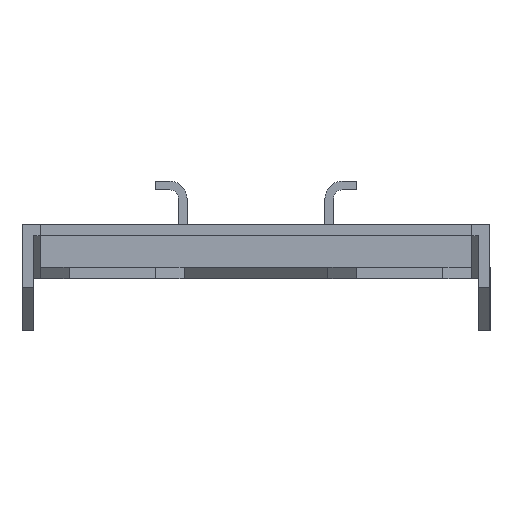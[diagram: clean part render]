
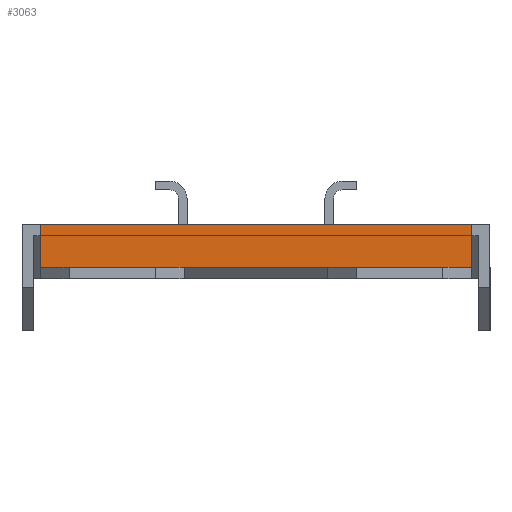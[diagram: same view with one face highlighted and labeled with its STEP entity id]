
A CAD part, left-side view. The second image highlights one B-rep face of the part: STEP entity #3063.
In plain terms, the highlighted planar face has unit normal (-1, 0, 0).
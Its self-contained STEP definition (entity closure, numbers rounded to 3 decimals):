
#800=DIRECTION('',(0.,0.,1.));
#801=VECTOR('',#800,7.5);
#802=CARTESIAN_POINT('',(3413.118,297.374,-5.5));
#803=LINE('',#802,#801);
#807=DIRECTION('',(0.,-1.,0.));
#808=VECTOR('',#807,75.);
#809=CARTESIAN_POINT('',(3413.118,297.374,2.));
#810=LINE('',#809,#808);
#814=DIRECTION('',(0.,0.,-1.));
#815=VECTOR('',#814,7.5);
#816=CARTESIAN_POINT('',(3413.118,222.374,2.));
#817=LINE('',#816,#815);
#821=DIRECTION('',(0.,1.,0.));
#822=VECTOR('',#821,25.);
#823=CARTESIAN_POINT('',(3413.118,222.374,-5.5));
#824=LINE('',#823,#822);
#828=DIRECTION('',(0.,1.,0.));
#829=VECTOR('',#828,25.);
#830=CARTESIAN_POINT('',(3413.118,247.374,-5.5));
#831=LINE('',#830,#829);
#835=DIRECTION('',(0.,1.,0.));
#836=VECTOR('',#835,25.);
#837=CARTESIAN_POINT('',(3413.118,272.374,-5.5));
#838=LINE('',#837,#836);
#2268=CARTESIAN_POINT('',(3413.118,222.374,2.));
#2269=VERTEX_POINT('',#2268);
#2270=CARTESIAN_POINT('',(3413.118,297.374,2.));
#2271=VERTEX_POINT('',#2270);
#2294=CARTESIAN_POINT('',(3413.118,297.374,-5.5));
#2295=VERTEX_POINT('',#2294);
#2302=CARTESIAN_POINT('',(3413.118,222.374,-5.5));
#2303=VERTEX_POINT('',#2302);
#2304=CARTESIAN_POINT('',(3413.118,247.374,-5.5));
#2305=VERTEX_POINT('',#2304);
#2306=CARTESIAN_POINT('',(3413.118,272.374,-5.5));
#2307=VERTEX_POINT('',#2306);
#3046=CARTESIAN_POINT('',(3413.118,259.874,0.));
#3047=DIRECTION('',(-1.,0.,0.));
#3048=DIRECTION('',(0.,-1.,0.));
#3049=AXIS2_PLACEMENT_3D('',#3046,#3047,#3048);
#3050=PLANE('',#3049);
#3052=ORIENTED_EDGE('',*,*,#3051,.T.);
#3053=ORIENTED_EDGE('',*,*,#2604,.T.);
#3054=ORIENTED_EDGE('',*,*,#3023,.T.);
#3056=ORIENTED_EDGE('',*,*,#3055,.T.);
#3058=ORIENTED_EDGE('',*,*,#3057,.T.);
#3060=ORIENTED_EDGE('',*,*,#3059,.T.);
#3061=EDGE_LOOP('',(#3052,#3053,#3054,#3056,#3058,#3060));
#3062=FACE_OUTER_BOUND('',#3061,.F.);
#2604=EDGE_CURVE('',#2271,#2269,#810,.T.);
#3023=EDGE_CURVE('',#2269,#2303,#817,.T.);
#3051=EDGE_CURVE('',#2295,#2271,#803,.T.);
#3055=EDGE_CURVE('',#2303,#2305,#824,.T.);
#3057=EDGE_CURVE('',#2305,#2307,#831,.T.);
#3059=EDGE_CURVE('',#2307,#2295,#838,.T.);
#3063=ADVANCED_FACE('',(#3062),#3050,.T.);
